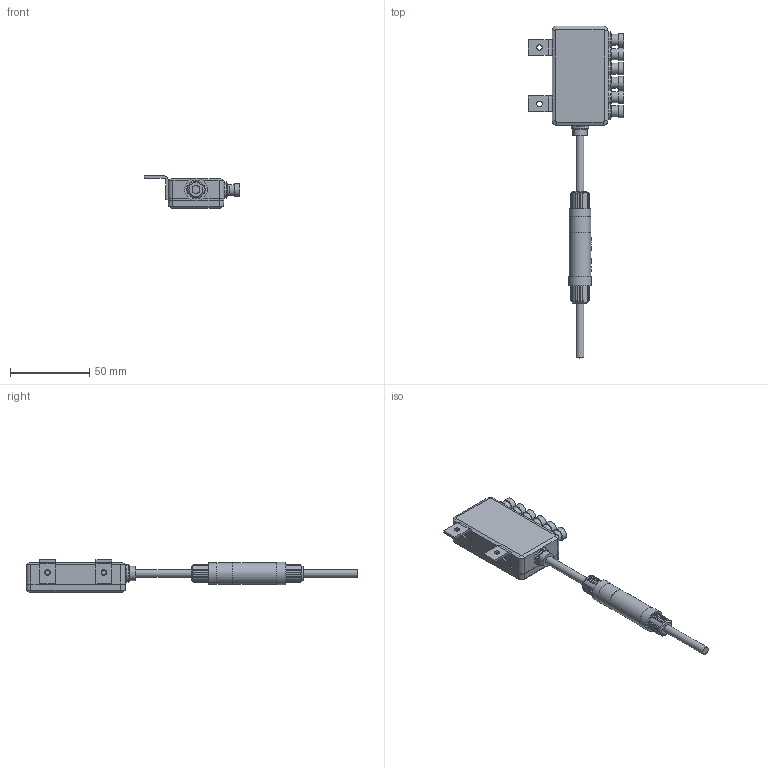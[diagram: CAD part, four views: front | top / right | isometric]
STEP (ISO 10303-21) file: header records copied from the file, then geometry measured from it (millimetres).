
FILE_DESCRIPTION(/* description */ (''),/* implementation_level */ '2;1');
FILE_NAME(/* name */ 'S000-6F 3D.stp',/* time_stamp */ '2024-08-15T15:12:56+08:00',/* author */ (''),/* organization */ (''),/* preprocessor_version */ 'ST-DEVELOPER v14',/* originating_system */ 'SIEMENS PLM Software NX 8.0',/* authorisation */ '');
FILE_SCHEMA (('AUTOMOTIVE_DESIGN { 1 0 10303 214 3 1 1 1 }'));
Length unit declared in the file: millimetre
Products named in the file (1): S000-6F 3D_stp
Bounding box: 60 x 208.85 x 20.35 mm (x, y, z)
Volume: 53017.3 mm3; surface area: 19494.1 mm2
Topology: 3 solids, 13 shells, 642 faces, 1536 edges, 1012 vertices
Faces by surface type: plane 377, cylinder 169, torus 40, bspline 27, cone 17, extrusion 12
Full cylindrical faces by diameter (mm): 2.1 x4, 2.5 x6, 2.7 x4, 3 x2, 3.5 x4, 3.7 x1, 4.2 x4, 4.6 x1, 5 x14, 5.572 x6, 5.8 x1, 6.5 x1, 6.965 x6, 7.96 x6, 8 x6, 8.955 x1, 9.8 x1, 9.95 x1, 11 x1, 13.5 x2, 13.8 x1, 14.1 x1
Entity records: 20805 total; most frequent: CARTESIAN_POINT 5518, DIRECTION 2956, ORIENTED_EDGE 2814, EDGE_CURVE 1407, AXIS2_PLACEMENT_3D 1073, VERTEX_POINT 967, EDGE_LOOP 842, VECTOR 810
